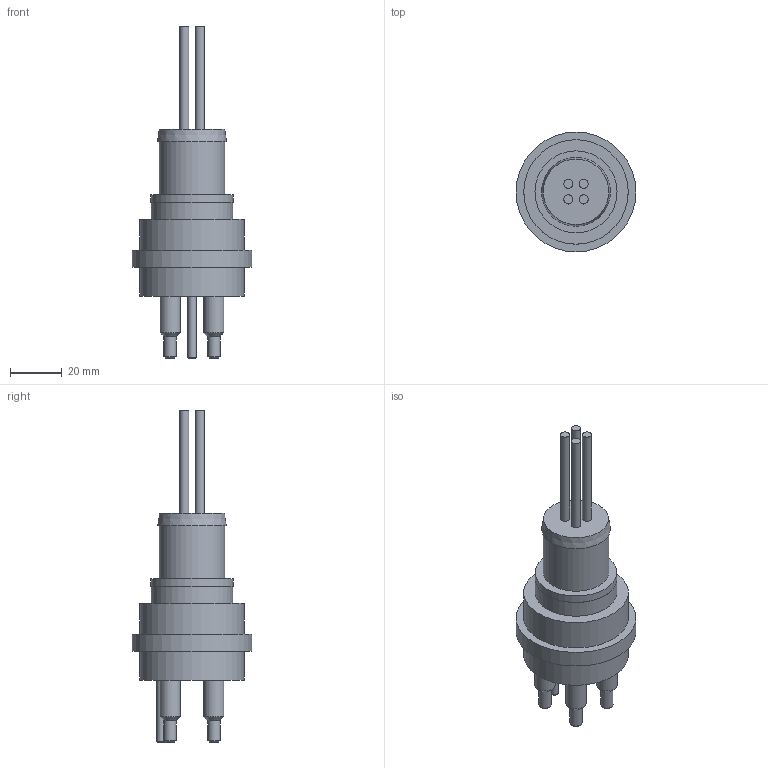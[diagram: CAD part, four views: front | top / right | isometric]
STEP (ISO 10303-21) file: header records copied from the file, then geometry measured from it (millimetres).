
FILE_DESCRIPTION(/* description */ (''),/* implementation_level */ '2;1');
FILE_NAME(/* name */ 'HPPBOF4M.stp',/* time_stamp */ '2014-11-14T08:42:01+01:00',/* author */ ('sh'),/* organization */ (''),/* preprocessor_version */ 'ST-DEVELOPER v15.2',/* originating_system */ 'Autodesk Inventor 2014',/* authorisation */ '');
FILE_SCHEMA (('AUTOMOTIVE_DESIGN { 1 0 10303 214 3 1 1 }'));
Length unit declared in the file: millimetre
Products named in the file (1): HPPBOF4M
Bounding box: 46.5 x 46.5 x 128.7 mm (x, y, z)
Volume: 66757.2 mm3; surface area: 14287.4 mm2
Topology: 1 solids, 1 shells, 120 faces, 281 edges, 183 vertices
Faces by surface type: plane 60, bspline 31, cylinder 19, cone 10
Full cylindrical faces by diameter (mm): 3.2 x1, 3.5 x4, 4.8 x4, 7.8 x4, 25.4 x1, 31.7 x1, 31.8 x1, 40.5 x2, 46.5 x1
Entity records: 3572 total; most frequent: CARTESIAN_POINT 959, ORIENTED_EDGE 504, DIRECTION 415, EDGE_CURVE 252, VERTEX_POINT 183, EDGE_LOOP 169, LINE 145, VECTOR 145
